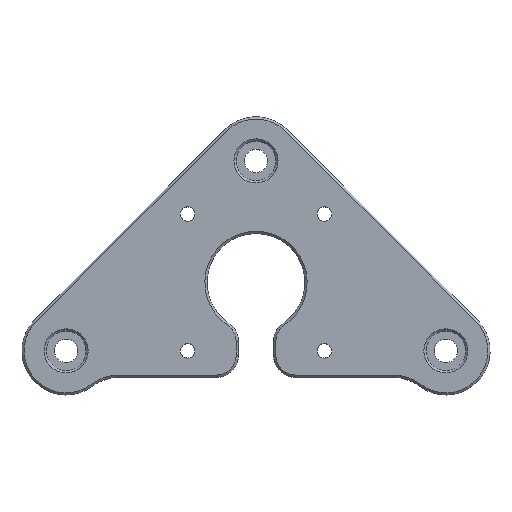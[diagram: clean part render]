
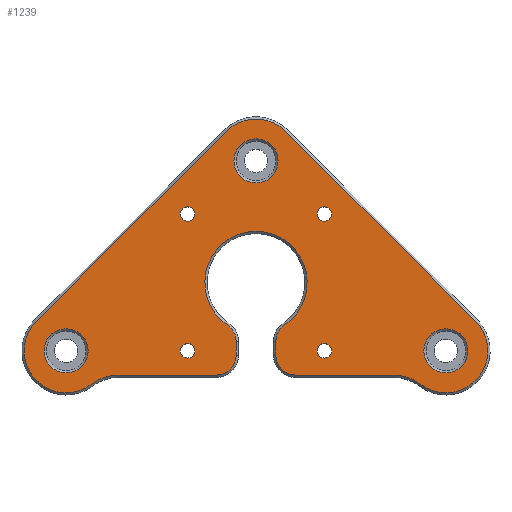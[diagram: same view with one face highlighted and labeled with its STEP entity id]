
A CAD part, top view. The second image highlights one B-rep face of the part: STEP entity #1239.
In plain terms, the highlighted planar face has unit normal (0, 0, 1).
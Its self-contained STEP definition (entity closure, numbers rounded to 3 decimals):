
#22=FACE_BOUND('',#221,.T.);
#23=FACE_BOUND('',#222,.T.);
#24=FACE_BOUND('',#223,.T.);
#25=FACE_BOUND('',#224,.T.);
#26=FACE_BOUND('',#225,.T.);
#27=FACE_BOUND('',#226,.T.);
#28=FACE_BOUND('',#227,.T.);
#78=PLANE('',#1381);
#132=FACE_OUTER_BOUND('',#220,.T.);
#220=EDGE_LOOP('',(#1015,#1016,#1017,#1018,#1019,#1020,#1021,#1022,#1023,
#1024,#1025,#1026,#1027,#1028,#1029,#1030));
#221=EDGE_LOOP('',(#1031));
#222=EDGE_LOOP('',(#1032));
#223=EDGE_LOOP('',(#1033));
#224=EDGE_LOOP('',(#1034));
#225=EDGE_LOOP('',(#1035));
#226=EDGE_LOOP('',(#1036));
#227=EDGE_LOOP('',(#1037));
#303=CIRCLE('',#1349,4.5);
#304=CIRCLE('',#1352,10.5);
#306=CIRCLE('',#1355,9.505);
#307=CIRCLE('',#1358,9.5);
#308=CIRCLE('',#1361,9.505);
#309=CIRCLE('',#1363,10.5);
#310=CIRCLE('',#1366,4.5);
#312=CIRCLE('',#1370,4.5);
#313=CIRCLE('',#1372,11.6);
#316=CIRCLE('',#1376,4.5);
#317=CIRCLE('',#1382,5.);
#318=CIRCLE('',#1383,5.);
#319=CIRCLE('',#1384,1.65);
#320=CIRCLE('',#1385,1.65);
#321=CIRCLE('',#1386,1.65);
#322=CIRCLE('',#1387,1.65);
#323=CIRCLE('',#1388,5.);
#389=LINE('',#2015,#485);
#394=LINE('',#2029,#490);
#399=LINE('',#2043,#495);
#402=LINE('',#2051,#498);
#406=LINE('',#2063,#502);
#409=LINE('',#2072,#505);
#485=VECTOR('',#1607,10.);
#490=VECTOR('',#1620,10.);
#495=VECTOR('',#1637,10.);
#498=VECTOR('',#1646,10.);
#502=VECTOR('',#1660,10.);
#505=VECTOR('',#1669,10.);
#589=VERTEX_POINT('',#2012);
#590=VERTEX_POINT('',#2014);
#593=VERTEX_POINT('',#2022);
#595=VERTEX_POINT('',#2027);
#596=VERTEX_POINT('',#2032);
#597=VERTEX_POINT('',#2037);
#598=VERTEX_POINT('',#2041);
#599=VERTEX_POINT('',#2045);
#600=VERTEX_POINT('',#2049);
#601=VERTEX_POINT('',#2053);
#602=VERTEX_POINT('',#2057);
#603=VERTEX_POINT('',#2061);
#604=VERTEX_POINT('',#2065);
#606=VERTEX_POINT('',#2070);
#608=VERTEX_POINT('',#2077);
#610=VERTEX_POINT('',#2082);
#611=VERTEX_POINT('',#2098);
#612=VERTEX_POINT('',#2100);
#613=VERTEX_POINT('',#2102);
#614=VERTEX_POINT('',#2104);
#615=VERTEX_POINT('',#2106);
#616=VERTEX_POINT('',#2108);
#617=VERTEX_POINT('',#2110);
#715=EDGE_CURVE('',#589,#590,#389,.T.);
#720=EDGE_CURVE('',#593,#589,#303,.T.);
#722=EDGE_CURVE('',#595,#593,#394,.T.);
#725=EDGE_CURVE('',#596,#595,#304,.T.);
#728=EDGE_CURVE('',#597,#596,#306,.T.);
#730=EDGE_CURVE('',#598,#597,#399,.T.);
#732=EDGE_CURVE('',#599,#598,#307,.T.);
#734=EDGE_CURVE('',#600,#599,#402,.T.);
#736=EDGE_CURVE('',#601,#600,#308,.T.);
#738=EDGE_CURVE('',#602,#601,#309,.T.);
#740=EDGE_CURVE('',#603,#602,#406,.T.);
#742=EDGE_CURVE('',#604,#603,#310,.T.);
#744=EDGE_CURVE('',#606,#604,#409,.T.);
#748=EDGE_CURVE('',#608,#606,#312,.T.);
#750=EDGE_CURVE('',#610,#608,#313,.T.);
#753=EDGE_CURVE('',#590,#610,#316,.T.);
#758=EDGE_CURVE('',#611,#611,#317,.T.);
#759=EDGE_CURVE('',#612,#612,#318,.T.);
#760=EDGE_CURVE('',#613,#613,#319,.T.);
#761=EDGE_CURVE('',#614,#614,#320,.T.);
#762=EDGE_CURVE('',#615,#615,#321,.T.);
#763=EDGE_CURVE('',#616,#616,#322,.T.);
#764=EDGE_CURVE('',#617,#617,#323,.T.);
#1015=ORIENTED_EDGE('',*,*,#715,.F.);
#1016=ORIENTED_EDGE('',*,*,#720,.F.);
#1017=ORIENTED_EDGE('',*,*,#722,.F.);
#1018=ORIENTED_EDGE('',*,*,#725,.F.);
#1019=ORIENTED_EDGE('',*,*,#728,.F.);
#1020=ORIENTED_EDGE('',*,*,#730,.F.);
#1021=ORIENTED_EDGE('',*,*,#732,.F.);
#1022=ORIENTED_EDGE('',*,*,#734,.F.);
#1023=ORIENTED_EDGE('',*,*,#736,.F.);
#1024=ORIENTED_EDGE('',*,*,#738,.F.);
#1025=ORIENTED_EDGE('',*,*,#740,.F.);
#1026=ORIENTED_EDGE('',*,*,#742,.F.);
#1027=ORIENTED_EDGE('',*,*,#744,.F.);
#1028=ORIENTED_EDGE('',*,*,#748,.F.);
#1029=ORIENTED_EDGE('',*,*,#750,.F.);
#1030=ORIENTED_EDGE('',*,*,#753,.F.);
#1031=ORIENTED_EDGE('',*,*,#758,.F.);
#1032=ORIENTED_EDGE('',*,*,#759,.F.);
#1033=ORIENTED_EDGE('',*,*,#760,.T.);
#1034=ORIENTED_EDGE('',*,*,#761,.T.);
#1035=ORIENTED_EDGE('',*,*,#762,.T.);
#1036=ORIENTED_EDGE('',*,*,#763,.T.);
#1037=ORIENTED_EDGE('',*,*,#764,.F.);
#1239=ADVANCED_FACE('',(#132,#22,#23,#24,#25,#26,#27,#28),#78,.T.);
#1349=AXIS2_PLACEMENT_3D('',#2024,#1615,#1616);
#1352=AXIS2_PLACEMENT_3D('',#2034,#1625,#1626);
#1355=AXIS2_PLACEMENT_3D('',#2039,#1632,#1633);
#1358=AXIS2_PLACEMENT_3D('',#2047,#1641,#1642);
#1361=AXIS2_PLACEMENT_3D('',#2055,#1650,#1651);
#1363=AXIS2_PLACEMENT_3D('',#2059,#1655,#1656);
#1366=AXIS2_PLACEMENT_3D('',#2067,#1664,#1665);
#1370=AXIS2_PLACEMENT_3D('',#2079,#1676,#1677);
#1372=AXIS2_PLACEMENT_3D('',#2084,#1681,#1682);
#1376=AXIS2_PLACEMENT_3D('',#2088,#1689,#1690);
#1381=AXIS2_PLACEMENT_3D('',#2097,#1703,#1704);
#1382=AXIS2_PLACEMENT_3D('',#2099,#1705,#1706);
#1383=AXIS2_PLACEMENT_3D('',#2101,#1707,#1708);
#1384=AXIS2_PLACEMENT_3D('',#2103,#1709,#1710);
#1385=AXIS2_PLACEMENT_3D('',#2105,#1711,#1712);
#1386=AXIS2_PLACEMENT_3D('',#2107,#1713,#1714);
#1387=AXIS2_PLACEMENT_3D('',#2109,#1715,#1716);
#1388=AXIS2_PLACEMENT_3D('',#2111,#1717,#1718);
#1607=DIRECTION('',(0.,1.,0.));
#1615=DIRECTION('center_axis',(0.,0.,-1.));
#1616=DIRECTION('ref_axis',(-0.707,-0.707,0.));
#1620=DIRECTION('',(-1.,0.,0.));
#1625=DIRECTION('center_axis',(0.,0.,1.));
#1626=DIRECTION('ref_axis',(0.601,0.799,0.));
#1632=DIRECTION('center_axis',(0.,0.,-1.));
#1633=DIRECTION('ref_axis',(-0.601,-0.799,0.));
#1637=DIRECTION('',(0.707,-0.707,0.));
#1641=DIRECTION('center_axis',(0.,0.,-1.));
#1642=DIRECTION('ref_axis',(0.707,0.707,0.));
#1646=DIRECTION('',(0.707,0.707,0.));
#1650=DIRECTION('center_axis',(0.,0.,-1.));
#1651=DIRECTION('ref_axis',(-0.707,0.707,0.));
#1655=DIRECTION('center_axis',(0.,0.,1.));
#1656=DIRECTION('ref_axis',(0.,1.,0.));
#1660=DIRECTION('',(-1.,0.,0.));
#1664=DIRECTION('center_axis',(0.,0.,-1.));
#1665=DIRECTION('ref_axis',(0.707,-0.707,0.));
#1669=DIRECTION('',(0.,-1.,0.));
#1676=DIRECTION('center_axis',(0.,0.,-1.));
#1677=DIRECTION('ref_axis',(0.883,0.47,0.));
#1681=DIRECTION('center_axis',(0.,0.,1.));
#1682=DIRECTION('ref_axis',(-0.36,0.933,0.));
#1689=DIRECTION('center_axis',(0.,0.,-1.));
#1690=DIRECTION('ref_axis',(-0.883,0.47,0.));
#1703=DIRECTION('center_axis',(0.,0.,1.));
#1704=DIRECTION('ref_axis',(1.,0.,0.));
#1705=DIRECTION('center_axis',(0.,0.,1.));
#1706=DIRECTION('ref_axis',(1.,0.,0.));
#1707=DIRECTION('center_axis',(0.,0.,1.));
#1708=DIRECTION('ref_axis',(1.,0.,0.));
#1709=DIRECTION('center_axis',(0.,0.,-1.));
#1710=DIRECTION('ref_axis',(1.,0.,0.));
#1711=DIRECTION('center_axis',(0.,0.,-1.));
#1712=DIRECTION('ref_axis',(1.,0.,0.));
#1713=DIRECTION('center_axis',(0.,0.,-1.));
#1714=DIRECTION('ref_axis',(1.,0.,0.));
#1715=DIRECTION('center_axis',(0.,0.,-1.));
#1716=DIRECTION('ref_axis',(1.,0.,0.));
#1717=DIRECTION('center_axis',(0.,0.,1.));
#1718=DIRECTION('ref_axis',(1.,0.,0.));
#2012=CARTESIAN_POINT('',(4.5,-16.5,10.));
#2014=CARTESIAN_POINT('',(4.5,-13.35,10.));
#2015=CARTESIAN_POINT('',(4.5,-2.161,10.));
#2022=CARTESIAN_POINT('',(9.,-21.,10.));
#2024=CARTESIAN_POINT('Origin',(9.,-16.5,10.));
#2027=CARTESIAN_POINT('',(31.06,-21.,10.));
#2029=CARTESIAN_POINT('',(2.,-21.,10.));
#2032=CARTESIAN_POINT('',(37.367,-23.106,10.));
#2034=CARTESIAN_POINT('Origin',(31.06,-31.5,10.));
#2037=CARTESIAN_POINT('',(49.798,-8.786,10.));
#2039=CARTESIAN_POINT('Origin',(43.077,-15.507,10.));
#2041=CARTESIAN_POINT('',(6.718,34.295,10.));
#2043=CARTESIAN_POINT('',(33.644,7.368,10.));
#2045=CARTESIAN_POINT('',(-6.718,34.295,10.));
#2047=CARTESIAN_POINT('Origin',(0.,27.577,10.));
#2049=CARTESIAN_POINT('',(-49.798,-8.786,10.));
#2051=CARTESIAN_POINT('',(-12.104,28.909,10.));
#2053=CARTESIAN_POINT('',(-37.367,-23.106,10.));
#2055=CARTESIAN_POINT('Origin',(-43.077,-15.507,10.));
#2057=CARTESIAN_POINT('',(-31.06,-21.,10.));
#2059=CARTESIAN_POINT('Origin',(-31.06,-31.5,10.));
#2061=CARTESIAN_POINT('',(-9.,-21.,10.));
#2063=CARTESIAN_POINT('',(-15.53,-21.,10.));
#2065=CARTESIAN_POINT('',(-4.5,-16.5,10.));
#2067=CARTESIAN_POINT('Origin',(-9.,-16.5,10.));
#2070=CARTESIAN_POINT('',(-4.5,-13.35,10.));
#2072=CARTESIAN_POINT('',(-4.5,-7.734,10.));
#2077=CARTESIAN_POINT('',(-6.484,-9.618,10.));
#2079=CARTESIAN_POINT('Origin',(-9.,-13.35,10.));
#2082=CARTESIAN_POINT('',(6.484,-9.618,10.));
#2084=CARTESIAN_POINT('Origin',(0.,0.,10.));
#2088=CARTESIAN_POINT('Origin',(9.,-13.35,10.));
#2097=CARTESIAN_POINT('Origin',(0.,6.033,10.));
#2098=CARTESIAN_POINT('',(-48.072,-15.512,10.));
#2099=CARTESIAN_POINT('Origin',(-43.072,-15.512,10.));
#2100=CARTESIAN_POINT('',(-5.,27.57,10.));
#2101=CARTESIAN_POINT('Origin',(0.,27.57,10.));
#2102=CARTESIAN_POINT('',(-17.15,15.5,10.));
#2103=CARTESIAN_POINT('Origin',(-15.5,15.5,10.));
#2104=CARTESIAN_POINT('',(-17.15,-15.5,10.));
#2105=CARTESIAN_POINT('Origin',(-15.5,-15.5,10.));
#2106=CARTESIAN_POINT('',(13.85,15.5,10.));
#2107=CARTESIAN_POINT('Origin',(15.5,15.5,10.));
#2108=CARTESIAN_POINT('',(13.85,-15.5,10.));
#2109=CARTESIAN_POINT('Origin',(15.5,-15.5,10.));
#2110=CARTESIAN_POINT('',(38.072,-15.512,10.));
#2111=CARTESIAN_POINT('Origin',(43.072,-15.512,10.));
